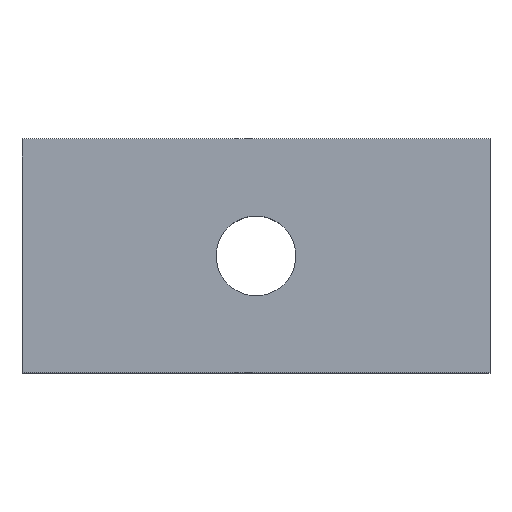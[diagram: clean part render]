
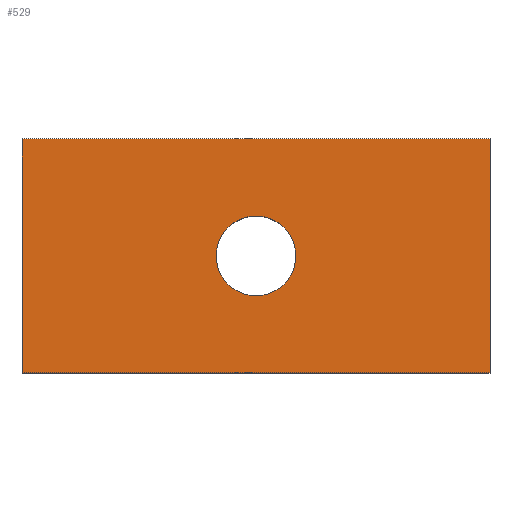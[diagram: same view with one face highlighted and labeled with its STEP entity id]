
A CAD part, top view. The second image highlights one B-rep face of the part: STEP entity #529.
In plain terms, the highlighted planar face has unit normal (0, 0, 1).
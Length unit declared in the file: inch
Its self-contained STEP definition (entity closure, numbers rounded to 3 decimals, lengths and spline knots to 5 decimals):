
#90=CARTESIAN_POINT('',(0.1705,0.0,0.375));
#91=VERTEX_POINT('',#90);
#92=CARTESIAN_POINT('',(0.0,0.0,0.375));
#93=DIRECTION('',(0.0,0.0,-1.0));
#94=DIRECTION('',(1.0,0.0,0.0));
#95=AXIS2_PLACEMENT_3D('',#92,#93,#94);
#96=CIRCLE('',#95,0.1705);
#97=EDGE_CURVE('',#91,#91,#96,.T.);
#371=CARTESIAN_POINT('',(1.0,-0.5,0.375));
#372=VERTEX_POINT('',#371);
#379=CARTESIAN_POINT('',(-1.0,-0.5,0.375));
#380=VERTEX_POINT('',#379);
#381=CARTESIAN_POINT('',(1.0,-0.5,0.375));
#382=DIRECTION('',(-1.0,0.0,0.0));
#383=VECTOR('',#382,2.0);
#384=LINE('',#381,#383);
#385=EDGE_CURVE('',#372,#380,#384,.T.);
#450=CARTESIAN_POINT('',(-1.0,0.5,0.375));
#451=VERTEX_POINT('',#450);
#458=CARTESIAN_POINT('',(1.0,0.5,0.375));
#459=VERTEX_POINT('',#458);
#460=CARTESIAN_POINT('',(-1.0,0.5,0.375));
#461=DIRECTION('',(1.0,0.0,0.0));
#462=VECTOR('',#461,2.0);
#463=LINE('',#460,#462);
#464=EDGE_CURVE('',#451,#459,#463,.T.);
#481=CARTESIAN_POINT('',(1.0,0.5,0.375));
#482=DIRECTION('',(0.0,-1.0,0.0));
#483=VECTOR('',#482,1.0);
#484=LINE('',#481,#483);
#485=EDGE_CURVE('',#459,#372,#484,.T.);
#498=CARTESIAN_POINT('',(-1.0,-0.5,0.375));
#499=DIRECTION('',(0.0,1.0,0.0));
#500=VECTOR('',#499,1.0);
#501=LINE('',#498,#500);
#502=EDGE_CURVE('',#380,#451,#501,.T.);
#515=CARTESIAN_POINT('',(0.0,0.0,0.375));
#516=DIRECTION('',(0.0,0.0,1.0));
#517=DIRECTION('',(1.0,0.0,0.0));
#518=AXIS2_PLACEMENT_3D('',#515,#516,#517);
#519=PLANE('',#518);
#520=ORIENTED_EDGE('',*,*,#485,.F.);
#521=ORIENTED_EDGE('',*,*,#464,.F.);
#522=ORIENTED_EDGE('',*,*,#502,.F.);
#523=ORIENTED_EDGE('',*,*,#385,.F.);
#524=EDGE_LOOP('',(#520,#521,#522,#523));
#525=FACE_OUTER_BOUND('',#524,.T.);
#526=ORIENTED_EDGE('',*,*,#97,.T.);
#527=EDGE_LOOP('',(#526));
#528=FACE_BOUND('',#527,.T.);
#529=ADVANCED_FACE('',(#525,#528),#519,.T.);
